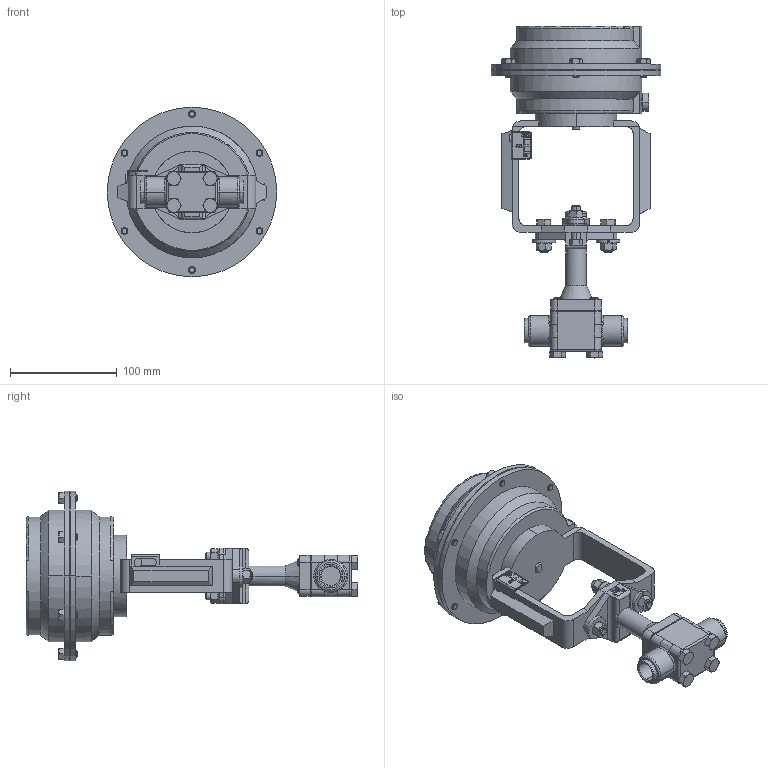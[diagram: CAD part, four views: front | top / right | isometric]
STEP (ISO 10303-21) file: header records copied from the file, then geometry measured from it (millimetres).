
FILE_DESCRIPTION (( 'STEP AP203' ), '1' );
FILE_NAME ('708-050-CS+S6-TN-14M.STEP', '2017-09-13T15:20:37', ( '' ), ( '' ), 'SwSTEP 2.0', 'SolidWorks 2014', '' );
FILE_SCHEMA (( 'CONFIG_CONTROL_DESIGN' ));
Length unit declared in the file: inch
Products named in the file (1): 708-050-CS+S6-TN-14M
Bounding box: 158.75 x 310.83 x 158.75 mm (x, y, z)
Volume: 1306467.8 mm3; surface area: 148879.1 mm2
Topology: 3 solids, 3 shells, 833 faces, 2033 edges, 1263 vertices
Faces by surface type: plane 356, cone 184, cylinder 169, bspline 84, torus 40
Entity records: 32535 total; most frequent: CARTESIAN_POINT 13696, ORIENTED_EDGE 4058, DIRECTION 3646, EDGE_CURVE 2029, AXIS2_PLACEMENT_3D 1356, VERTEX_POINT 1263, VECTOR 934, LINE 934
